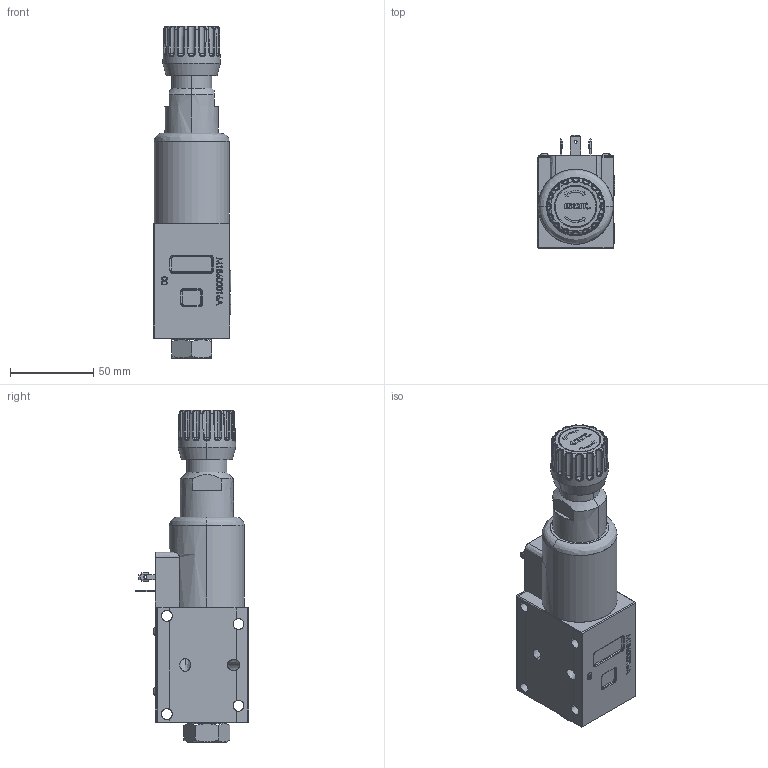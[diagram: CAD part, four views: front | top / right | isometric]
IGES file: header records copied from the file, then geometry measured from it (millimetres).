
Start section: SolidWorks IGES file using analytic representation for surfaces
Global section: file name: CXQ3CT-D-P22.igs; native system: SolidWorks 2016; preprocessor: SolidWorks 2016; author: serviziopdm; date: 170117.085028; units: millimetre
Bounding box: 46.43 x 67.85 x 199.31 mm (x, y, z)
Surface area: 49675.2 mm2 (no closed solid volume)
Topology: 0 solids, 0 shells, 653 faces, 10976 edges, 10976 vertices
Faces by surface type: bspline 529, revolution 124
